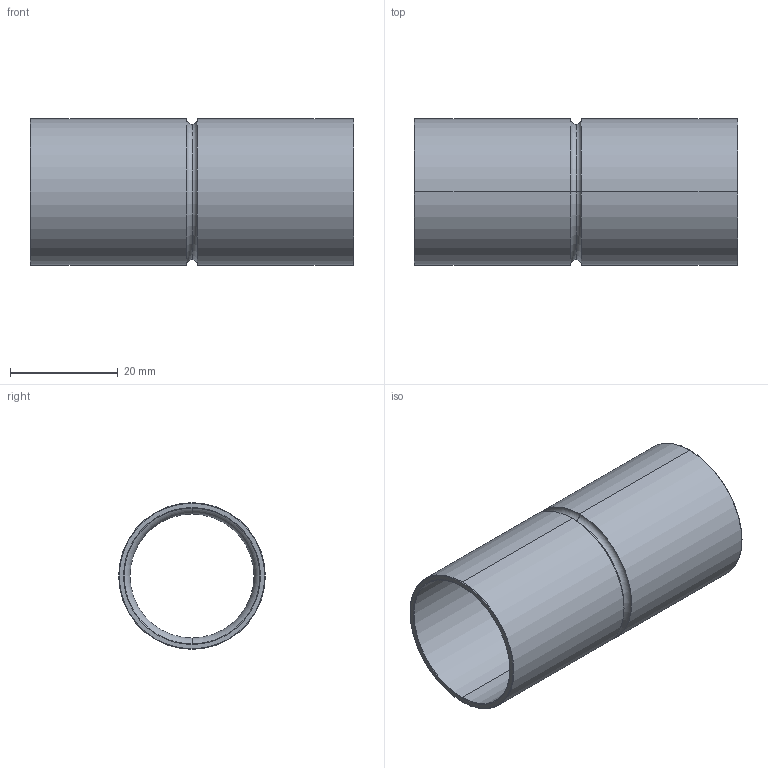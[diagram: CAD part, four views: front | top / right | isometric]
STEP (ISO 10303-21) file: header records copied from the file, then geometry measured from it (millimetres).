
FILE_DESCRIPTION((''),'2;1');
FILE_NAME('2046772','2015-06-18T',('AndreasKeweloh'),(''),'CREO PARAMETRIC BY PTC INC, 2015080','CREO PARAMETRIC BY PTC INC, 2015080','');
FILE_SCHEMA(('CONFIG_CONTROL_DESIGN'));
Length unit declared in the file: millimetre
Products named in the file (1): 2046772
Bounding box: 60 x 27.2 x 27.2 mm (x, y, z)
Volume: 5006.2 mm3; surface area: 10175.5 mm2
Topology: 1 solids, 1 shells, 26 faces, 52 edges, 28 vertices
Faces by surface type: torus 16, cylinder 8, plane 2
Entity records: 722 total; most frequent: DIRECTION 148, CARTESIAN_POINT 106, ORIENTED_EDGE 104, AXIS2_PLACEMENT_3D 70, EDGE_CURVE 52, CIRCLE 44, VERTEX_POINT 28, EDGE_LOOP 28
